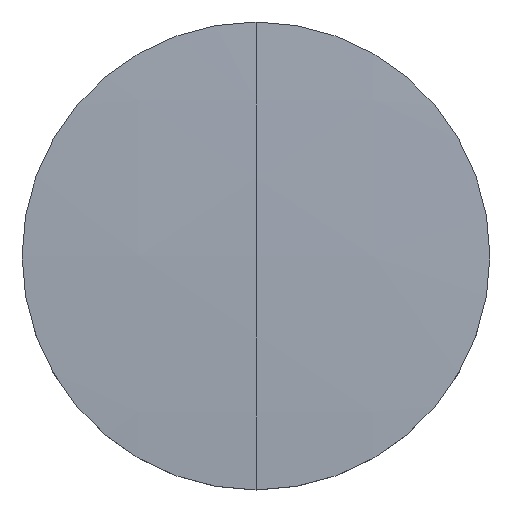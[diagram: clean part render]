
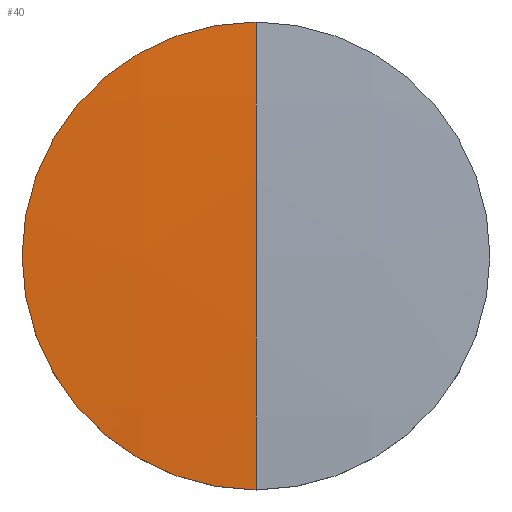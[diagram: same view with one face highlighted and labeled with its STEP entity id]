
A CAD part, top view. The second image highlights one B-rep face of the part: STEP entity #40.
In plain terms, the highlighted spherical face has radius 250 mm.
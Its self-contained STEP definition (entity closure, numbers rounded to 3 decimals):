
#5 = ORIENTED_EDGE ( 'NONE', *, *, #35, .F. ) ;
#7 = EDGE_LOOP ( 'NONE', ( #57, #75, #8, #5 ) ) ;
#8 = ORIENTED_EDGE ( 'NONE', *, *, #54, .T. ) ;
#35 = EDGE_CURVE ( 'NONE', #66, #77, #105, .T. ) ;
#40 = ADVANCED_FACE ( 'NONE', ( #98 ), #198, .T. ) ;
#48 = EDGE_CURVE ( 'NONE', #64, #62, #230, .T. ) ;
#54 = EDGE_CURVE ( 'NONE', #62, #77, #207, .T. ) ;
#57 = ORIENTED_EDGE ( 'NONE', *, *, #74, .T. ) ;
#62 = VERTEX_POINT ( 'NONE', #203 ) ;
#64 = VERTEX_POINT ( 'NONE', #287 ) ;
#66 = VERTEX_POINT ( 'NONE', #286 ) ;
#74 = EDGE_CURVE ( 'NONE', #66, #64, #261, .T. ) ;
#75 = ORIENTED_EDGE ( 'NONE', *, *, #48, .T. ) ;
#77 = VERTEX_POINT ( 'NONE', #248 ) ;
#98 = FACE_OUTER_BOUND ( 'NONE', #7, .T. ) ;
#105 = CIRCLE ( 'NONE', #131, 250. ) ;
#128 = DIRECTION ( 'NONE',  ( 0., 0., -1. ) ) ;
#129 = DIRECTION ( 'NONE',  ( 1., 0., 0. ) ) ;
#130 = CARTESIAN_POINT ( 'NONE',  ( 0., 0., -248.18 ) ) ;
#131 = AXIS2_PLACEMENT_3D ( 'NONE', #130, #129, #128 ) ;
#193 = DIRECTION ( 'NONE',  ( 0., 1., 0. ) ) ;
#194 = DIRECTION ( 'NONE',  ( -1., 0., 0. ) ) ;
#195 = AXIS2_PLACEMENT_3D ( 'NONE', #197, #194, #193 ) ;
#197 = CARTESIAN_POINT ( 'NONE',  ( 0., 0., -248.18 ) ) ;
#198 = SPHERICAL_SURFACE ( 'NONE', #195, 250. ) ;
#203 = CARTESIAN_POINT ( 'NONE',  ( 0., -12.7, 1.497 ) ) ;
#204 = DIRECTION ( 'NONE',  ( 0., -1., 0. ) ) ;
#205 = DIRECTION ( 'NONE',  ( -1., 0., 0. ) ) ;
#206 = AXIS2_PLACEMENT_3D ( 'NONE', #288, #205, #204 ) ;
#207 = CIRCLE ( 'NONE', #206, 250. ) ;
#229 = DIRECTION ( 'NONE',  ( 1., 0., 0. ) ) ;
#230 = CIRCLE ( 'NONE', #266, 12.7 ) ;
#248 = CARTESIAN_POINT ( 'NONE',  ( 0., 0., 1.82 ) ) ;
#249 = DIRECTION ( 'NONE',  ( 1., 0., 0. ) ) ;
#258 = DIRECTION ( 'NONE',  ( 0., 0., 1. ) ) ;
#259 = CARTESIAN_POINT ( 'NONE',  ( 0., 0., 1.497 ) ) ;
#260 = AXIS2_PLACEMENT_3D ( 'NONE', #259, #258, #249 ) ;
#261 = CIRCLE ( 'NONE', #260, 12.7 ) ;
#266 = AXIS2_PLACEMENT_3D ( 'NONE', #292, #285, #229 ) ;
#285 = DIRECTION ( 'NONE',  ( 0., 0., 1. ) ) ;
#286 = CARTESIAN_POINT ( 'NONE',  ( 0., 12.7, 1.497 ) ) ;
#287 = CARTESIAN_POINT ( 'NONE',  ( -12.7, 0., 1.497 ) ) ;
#288 = CARTESIAN_POINT ( 'NONE',  ( 0., 0., -248.18 ) ) ;
#292 = CARTESIAN_POINT ( 'NONE',  ( 0., 0., 1.497 ) ) ;
